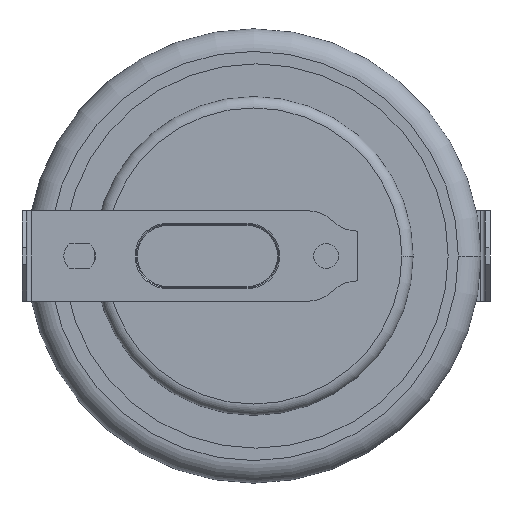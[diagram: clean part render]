
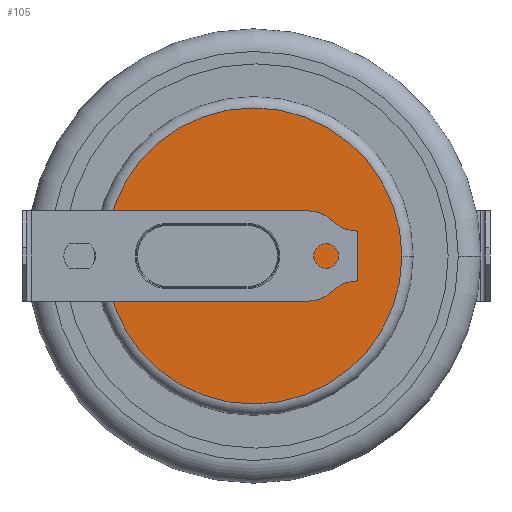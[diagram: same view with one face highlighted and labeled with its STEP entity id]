
A CAD part, front view. The second image highlights one B-rep face of the part: STEP entity #105.
In plain terms, the highlighted planar face has unit normal (0, -1, 0).
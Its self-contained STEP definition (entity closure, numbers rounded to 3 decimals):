
#105 = ADVANCED_FACE ( 'NONE', ( #1385 ), #1499, .F. ) ;
#502 = VERTEX_POINT ( 'NONE', #2040 ) ;
#623 = CIRCLE ( 'NONE', #1236, 6.55 ) ;
#907 = DIRECTION ( 'NONE',  ( 0., -1., 0. ) ) ;
#989 = CARTESIAN_POINT ( 'NONE',  ( -0.1, 2.25, 0. ) ) ;
#1236 = AXIS2_PLACEMENT_3D ( 'NONE', #1964, #907, #2406 ) ;
#1361 = CARTESIAN_POINT ( 'NONE',  ( 6.45, 2.25, 0. ) ) ;
#1385 = FACE_OUTER_BOUND ( 'NONE', #1520, .T. ) ;
#1424 = ORIENTED_EDGE ( 'NONE', *, *, #1877, .T. ) ;
#1499 = PLANE ( 'NONE',  #2215 ) ;
#1520 = EDGE_LOOP ( 'NONE', ( #1424, #2235 ) ) ;
#1658 = VERTEX_POINT ( 'NONE', #1361 ) ;
#1716 = DIRECTION ( 'NONE',  ( -1., 0., 0. ) ) ;
#1877 = EDGE_CURVE ( 'NONE', #1658, #502, #2482, .T. ) ;
#1883 = DIRECTION ( 'NONE',  ( 0., -1., 0. ) ) ;
#1903 = DIRECTION ( 'NONE',  ( 0., 1., 0. ) ) ;
#1964 = CARTESIAN_POINT ( 'NONE',  ( -0.1, 2.25, 0. ) ) ;
#2040 = CARTESIAN_POINT ( 'NONE',  ( -6.65, 2.25, 0. ) ) ;
#2111 = CARTESIAN_POINT ( 'NONE',  ( 0., 2.25, 0. ) ) ;
#2215 = AXIS2_PLACEMENT_3D ( 'NONE', #2111, #1903, #1716 ) ;
#2235 = ORIENTED_EDGE ( 'NONE', *, *, #2653, .T. ) ;
#2406 = DIRECTION ( 'NONE',  ( 1., 0., 0. ) ) ;
#2482 = CIRCLE ( 'NONE', #2652, 6.55 ) ;
#2507 = DIRECTION ( 'NONE',  ( 1., 0., 0. ) ) ;
#2652 = AXIS2_PLACEMENT_3D ( 'NONE', #989, #1883, #2507 ) ;
#2653 = EDGE_CURVE ( 'NONE', #502, #1658, #623, .T. ) ;
